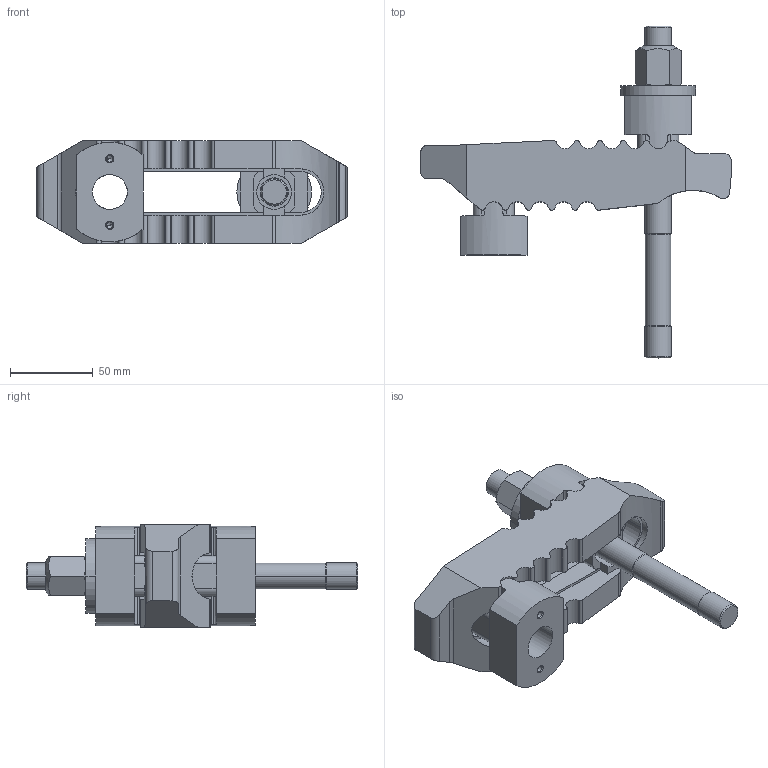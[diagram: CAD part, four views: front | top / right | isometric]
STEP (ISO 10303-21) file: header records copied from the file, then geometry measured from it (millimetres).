
FILE_DESCRIPTION(('STEP AP214'),'1');
FILE_NAME('haldern_eh_23185_0219.stp','2014-09-17T11:36:12',('TraceParts'),('TraceParts S.A.'),'XStep 1.0',' ',' ');
FILE_SCHEMA(('automotive_design'));
Length unit declared in the file: millimetre
Products named in the file (6): 1; 2; 3; 4; 5; 6
Bounding box: 187 x 200 x 62 mm (x, y, z)
Volume: 385486.4 mm3; surface area: 89984.4 mm2
Topology: 6 solids, 6 shells, 301 faces, 804 edges, 514 vertices
Faces by surface type: plane 133, cylinder 123, cone 44, sphere 1
Entity records: 18809 total; most frequent: CARTESIAN_POINT 2091, DIRECTION 1668, STYLED_ITEM 1611, PRESENTATION_STYLE_ASSIGNMENT 1611, COLOUR_RGB 1611, ORIENTED_EDGE 1592, EDGE_CURVE 796, CURVE_STYLE 796
